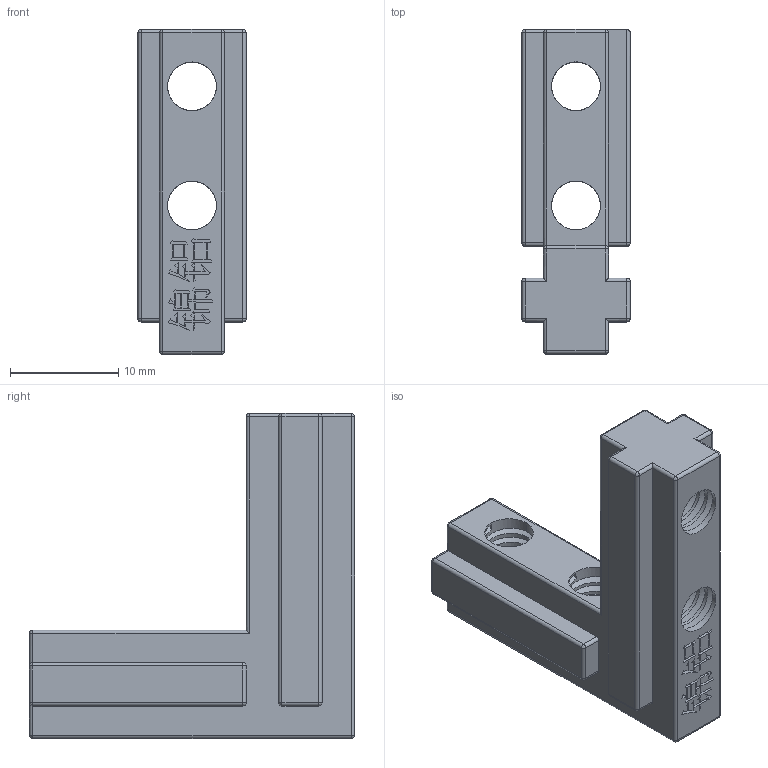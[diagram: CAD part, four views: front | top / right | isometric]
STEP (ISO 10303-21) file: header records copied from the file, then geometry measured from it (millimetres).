
FILE_DESCRIPTION (( 'STEP AP203' ), '1' );
FILE_NAME ('弊梓30源褒羞.STEP', '2019-07-25T02:25:46', ( 'admin' ), ( '' ), 'SwSTEP 2.0', 'SolidWorks 2017', '' );
FILE_SCHEMA (( 'CONFIG_CONTROL_DESIGN' ));
Length unit declared in the file: millimetre
Products named in the file (1): 弊梓30源褒羞
Bounding box: 10 x 30 x 30 mm (x, y, z)
Volume: 2997.9 mm3; surface area: 3017.1 mm2
Topology: 1 solids, 1 shells, 347 faces, 948 edges, 587 vertices
Faces by surface type: plane 158, cylinder 128, bspline 61
Entity records: 15645 total; most frequent: CARTESIAN_POINT 7723, ORIENTED_EDGE 1846, DIRECTION 1367, EDGE_CURVE 923, LINE 593, VECTOR 593, VERTEX_POINT 587, AXIS2_PLACEMENT_3D 387
